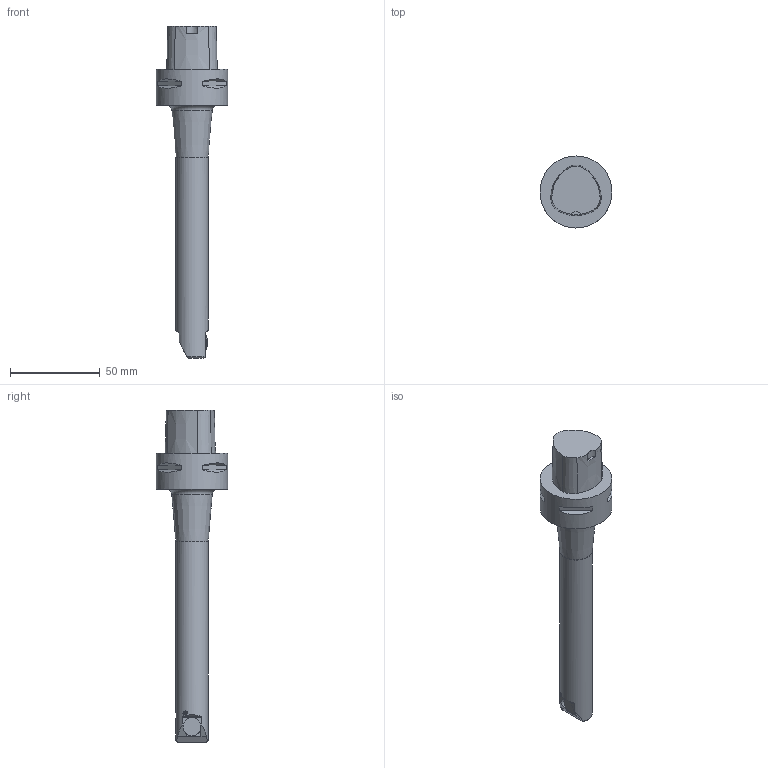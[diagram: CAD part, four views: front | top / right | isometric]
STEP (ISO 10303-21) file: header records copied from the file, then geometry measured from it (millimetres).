
FILE_DESCRIPTION(/* description */ (''),/* implementation_level */ '2;1');
FILE_NAME(/* name */ '1559122982796.stp',/* time_stamp */ '2019-05-29T11:43:05+02:00',/* author */ (''),/* organization */ ('SMS'),/* preprocessor_version */ 'ST-DEVELOPER v15',/* originating_system */ 'SIEMENS PLM Software NX 8.5',/* authorisation */ '');
FILE_SCHEMA (('AUTOMOTIVE_DESIGN { 1 0 10303 214 3 1 1 1 }'));
Length unit declared in the file: millimetre
Products named in the file (1): 202043597mod000_01
Bounding box: 40 x 40 x 184.5 mm (x, y, z)
Volume: 75834.5 mm3; surface area: 15858.9 mm2
Topology: 2 solids, 2 shells, 405 faces, 1153 edges, 767 vertices
Faces by surface type: plane 267, cylinder 70, cone 63, torus 4, sphere 1
Full cylindrical faces by diameter (mm): 1.55 x1, 2 x1, 2.1 x1, 2.36 x1, 2.4 x1, 4.024 x1, 4.1 x1, 10 x2, 18 x1, 40 x1
Entity records: 13574 total; most frequent: CARTESIAN_POINT 3393, ORIENTED_EDGE 2238, DIRECTION 1943, EDGE_CURVE 1119, VERTEX_POINT 752, AXIS2_PLACEMENT_3D 688, LINE 567, VECTOR 567
